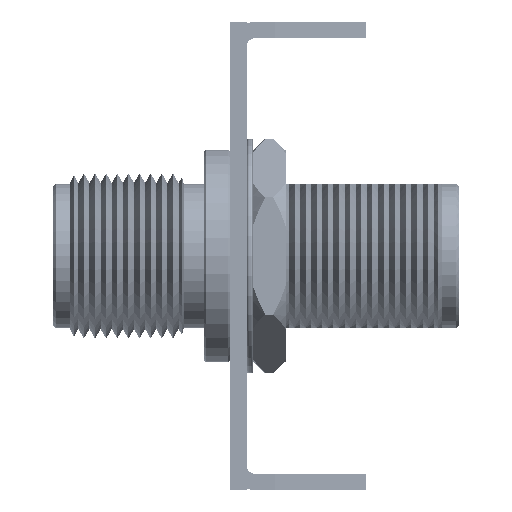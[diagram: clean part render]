
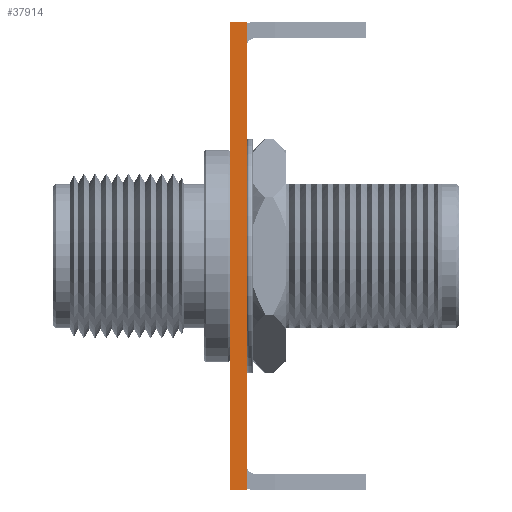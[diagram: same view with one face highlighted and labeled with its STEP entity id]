
A CAD part, left-side view. The second image highlights one B-rep face of the part: STEP entity #37914.
In plain terms, the highlighted planar face has unit normal (-1, 0, 0).
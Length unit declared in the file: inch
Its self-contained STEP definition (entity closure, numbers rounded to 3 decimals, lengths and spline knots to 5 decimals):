
#5093 = LINE ( 'NONE', #31513, #26301 ) ;
#6735 = VECTOR ( 'NONE', #23887, 39.37008 ) ;
#6791 = AXIS2_PLACEMENT_3D ( 'NONE', #15005, #7346, #45587 ) ;
#7346 = DIRECTION ( 'NONE',  ( -1., 0., 0. ) ) ;
#10646 = VERTEX_POINT ( 'NONE', #40123 ) ;
#12529 = EDGE_CURVE ( 'NONE', #52957, #38869, #45689, .T. ) ;
#15005 = CARTESIAN_POINT ( 'NONE',  ( -9.5, -38.1572, 0.865 ) ) ;
#17541 = ORIENTED_EDGE ( 'NONE', *, *, #17644, .F. ) ;
#17644 = EDGE_CURVE ( 'NONE', #10646, #52957, #5093, .T. ) ;
#19649 = CARTESIAN_POINT ( 'NONE',  ( -9.5, -38.1572, 0.865 ) ) ;
#20721 = VECTOR ( 'NONE', #49591, 39.37008 ) ;
#21646 = ORIENTED_EDGE ( 'NONE', *, *, #25852, .T. ) ;
#23887 = DIRECTION ( 'NONE',  ( 0., 1., 0. ) ) ;
#25397 = ORIENTED_EDGE ( 'NONE', *, *, #33166, .T. ) ;
#25852 = EDGE_CURVE ( 'NONE', #47985, #38869, #29979, .T. ) ;
#26301 = VECTOR ( 'NONE', #48721, 39.37008 ) ;
#29826 = DIRECTION ( 'NONE',  ( 0., 0., 1. ) ) ;
#29979 = LINE ( 'NONE', #19649, #6735 ) ;
#31513 = CARTESIAN_POINT ( 'NONE',  ( -9.5, -38.1572, -0.865 ) ) ;
#33166 = EDGE_CURVE ( 'NONE', #10646, #47985, #56305, .T. ) ;
#34971 = CARTESIAN_POINT ( 'NONE',  ( -9.5, 0.06, 0.865 ) ) ;
#37575 = CARTESIAN_POINT ( 'NONE',  ( -9.5, 0.06, 0.865 ) ) ;
#37914 = ADVANCED_FACE ( 'NONE', ( #45646 ), #41182, .T. ) ;
#38869 = VERTEX_POINT ( 'NONE', #37575 ) ;
#40123 = CARTESIAN_POINT ( 'NONE',  ( -9.5, 0., -0.865 ) ) ;
#41182 = PLANE ( 'NONE',  #6791 ) ;
#42928 = VECTOR ( 'NONE', #29826, 39.37008 ) ;
#43399 = EDGE_LOOP ( 'NONE', ( #45614, #17541, #25397, #21646 ) ) ;
#44319 = CARTESIAN_POINT ( 'NONE',  ( -9.5, 0.06, -0.865 ) ) ;
#45410 = CARTESIAN_POINT ( 'NONE',  ( -9.5, 0., 0.865 ) ) ;
#45587 = DIRECTION ( 'NONE',  ( 0., 0., 1. ) ) ;
#45614 = ORIENTED_EDGE ( 'NONE', *, *, #12529, .F. ) ;
#45646 = FACE_OUTER_BOUND ( 'NONE', #43399, .T. ) ;
#45689 = LINE ( 'NONE', #34971, #42928 ) ;
#47985 = VERTEX_POINT ( 'NONE', #49499 ) ;
#48721 = DIRECTION ( 'NONE',  ( 0., 1., 0. ) ) ;
#49499 = CARTESIAN_POINT ( 'NONE',  ( -9.5, 0., 0.865 ) ) ;
#49591 = DIRECTION ( 'NONE',  ( 0., 0., 1. ) ) ;
#52957 = VERTEX_POINT ( 'NONE', #44319 ) ;
#56305 = LINE ( 'NONE', #45410, #20721 ) ;
